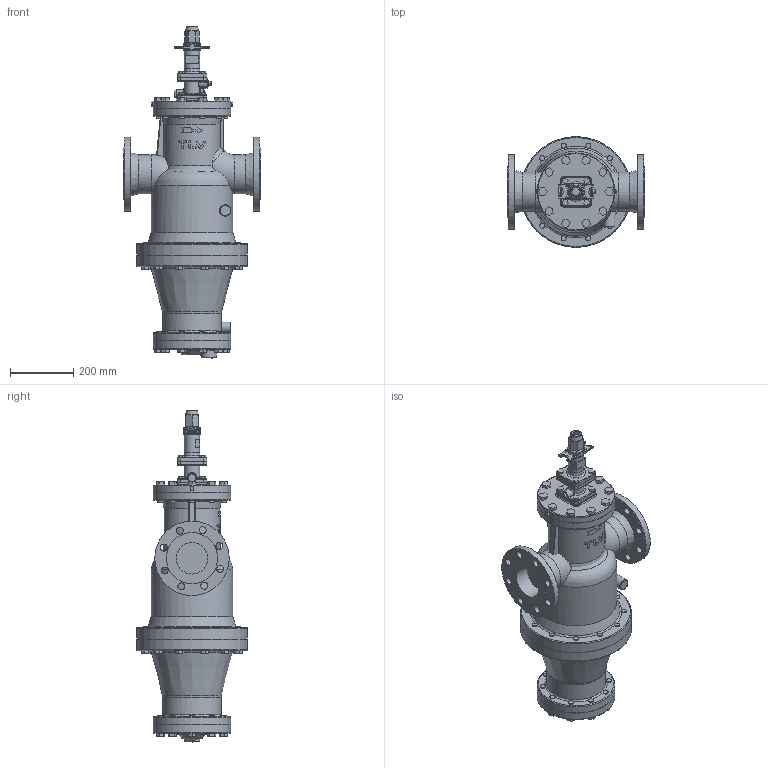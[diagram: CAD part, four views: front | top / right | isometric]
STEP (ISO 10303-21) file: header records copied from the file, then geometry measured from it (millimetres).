
FILE_DESCRIPTION((''),'2;1');
FILE_NAME('cos21-100-e0025-00.stp','2009-08-28T13:35:28',('nakaot'),(''),'Autodesk Inventor 2008','Autodesk Inventor 2008','');
FILE_SCHEMA(('AUTOMOTIVE_DESIGN { 1 0 10303 214 1 1 1 1 }'));
Length unit declared in the file: millimetre
Products named in the file (1): cos21-100-e0025-00
Bounding box: 434 x 350 x 1048 mm (x, y, z)
Volume: 39669788.2 mm3; surface area: 1355843.6 mm2
Topology: 1 solids, 1 shells, 926 faces, 2321 edges, 1445 vertices
Faces by surface type: plane 458, cylinder 265, bspline 116, torus 49, sphere 20, cone 18
Full cylindrical faces by diameter (mm): 10 x8, 12 x1, 16 x61, 17 x1, 21 x1, 22 x8, 27 x1, 36 x1, 48 x2, 52 x2, 82.5 x1, 100 x1, 124 x2, 157 x1, 162 x2, 186 x1, 188 x1, 235 x2, 245 x4, 257 x1, 268 x1, 350 x2
Entity records: 37280 total; most frequent: CARTESIAN_POINT 16369, ORIENTED_EDGE 4178, DIRECTION 4171, EDGE_CURVE 2089, AXIS2_PLACEMENT_3D 1514, VERTEX_POINT 1393, EDGE_LOOP 1258, VECTOR 1143
